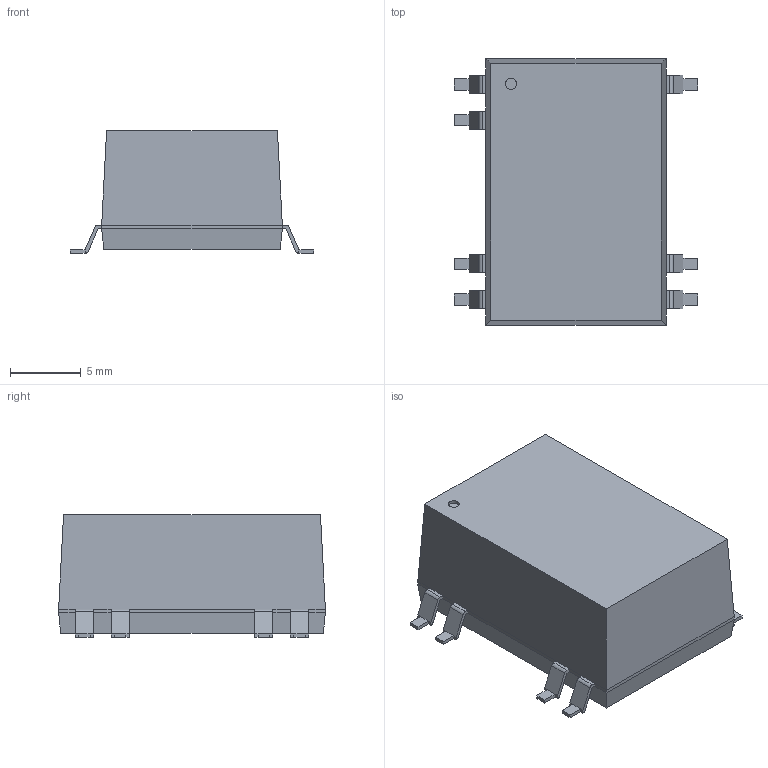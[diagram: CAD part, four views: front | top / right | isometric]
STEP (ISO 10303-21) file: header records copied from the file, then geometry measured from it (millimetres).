
FILE_DESCRIPTION((' '),'2;1');
FILE_NAME( 'TDR2-SM.stp', '2022-09-04T12:21:43', (' '), ('--- Datakit www.datakit.com---'), ' Datakit CrossCadWare V2022.3 Jun 15 2022', 'DATAKIT 2022 (c)', ' ');
FILE_SCHEMA(('AP242_MANAGED_MODEL_BASED_3D_ENGINEERING_MIM_LF { 1 0 10303 442 1 1 4 }'));
Length unit declared in the file: millimetre
Products named in the file (1): TDR2-SM
Bounding box: 17.22 x 18.9 x 8.7 mm (x, y, z)
Volume: 1958.2 mm3; surface area: 1041.1 mm2
Topology: 1 solids, 1 shells, 128 faces, 311 edges, 186 vertices
Faces by surface type: plane 113, cylinder 15
Full cylindrical faces by diameter (mm): 0.8 x1
Entity records: 3778 total; most frequent: CARTESIAN_POINT 625, ORIENTED_EDGE 620, DIRECTION 598, EDGE_CURVE 310, VECTOR 280, LINE 280, VERTEX_POINT 186, AXIS2_PLACEMENT_3D 159
